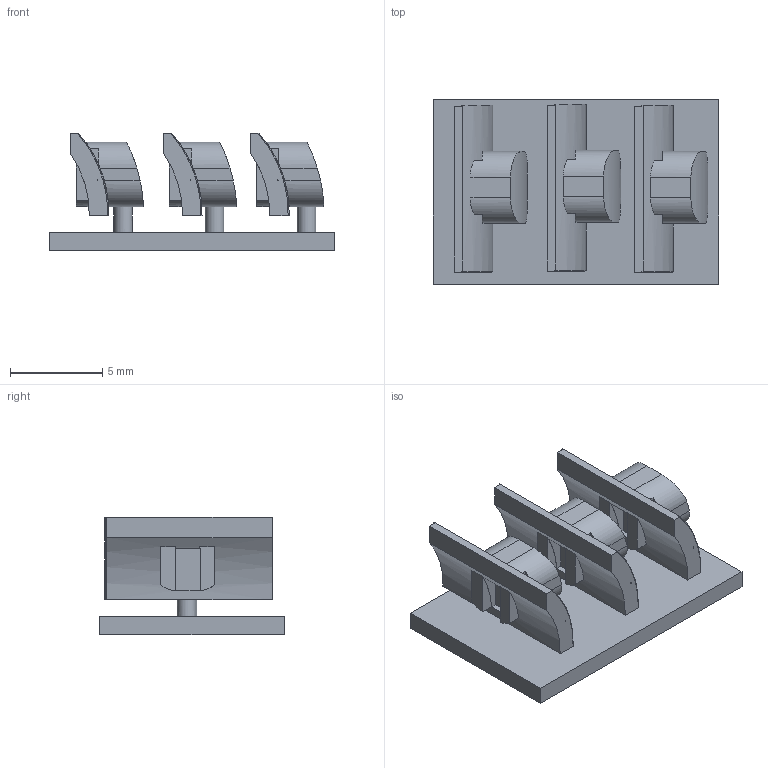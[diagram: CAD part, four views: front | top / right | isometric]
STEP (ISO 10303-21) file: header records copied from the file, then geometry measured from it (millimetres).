
FILE_DESCRIPTION(/* description */ (''),/* implementation_level */ '2;1');
FILE_NAME(/* name */ '',/* time_stamp */ '2023-04-07T16:50:29+08:00',/* author */ (''),/* organization */ (''),/* preprocessor_version */ 'ST-DEVELOPER v19.2',/* originating_system */ 'Autodesk Translation Framework v12.4.0.73',/* authorisation */ '');
FILE_SCHEMA (('AUTOMOTIVE_DESIGN { 1 0 10303 214 3 1 1 }'));
Length unit declared in the file: millimetre
Products named in the file (1): 开关 (2)
Bounding box: 15.5 x 10 x 6.4 mm (x, y, z)
Volume: 357.4 mm3; surface area: 803.3 mm2
Topology: 1 solids, 1 shells, 145 faces, 381 edges, 258 vertices
Faces by surface type: plane 103, cylinder 42
Full cylindrical faces by diameter (mm): 1 x2
Entity records: 4696 total; most frequent: CARTESIAN_POINT 1061, ORIENTED_EDGE 762, DIRECTION 717, EDGE_CURVE 381, VERTEX_POINT 258, LINE 241, VECTOR 241, AXIS2_PLACEMENT_3D 238
